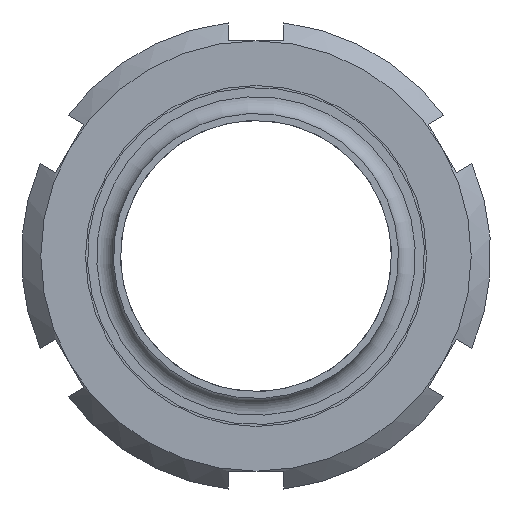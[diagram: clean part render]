
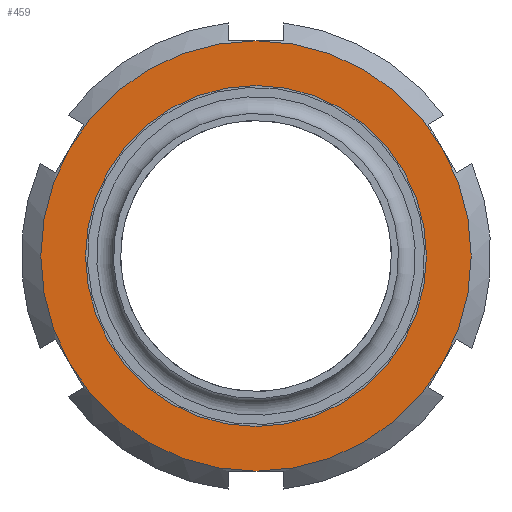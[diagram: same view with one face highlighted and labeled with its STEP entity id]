
A CAD part, front view. The second image highlights one B-rep face of the part: STEP entity #459.
In plain terms, the highlighted planar face has unit normal (0, -1, 0).
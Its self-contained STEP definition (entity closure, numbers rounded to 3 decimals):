
#26 = VERTEX_POINT ( 'NONE', #676 ) ;
#29 = VERTEX_POINT ( 'NONE', #677 ) ;
#39 = VERTEX_POINT ( 'NONE', #687 ) ;
#59 = EDGE_LOOP ( 'NONE', ( #116, #115, #114, #107, #106, #70 ) ) ;
#67 = ORIENTED_EDGE ( 'NONE', *, *, #517, .T. ) ;
#70 = ORIENTED_EDGE ( 'NONE', *, *, #511, .F. ) ;
#106 = ORIENTED_EDGE ( 'NONE', *, *, #497, .F. ) ;
#107 = ORIENTED_EDGE ( 'NONE', *, *, #483, .F. ) ;
#114 = ORIENTED_EDGE ( 'NONE', *, *, #469, .F. ) ;
#115 = ORIENTED_EDGE ( 'NONE', *, *, #972, .F. ) ;
#116 = ORIENTED_EDGE ( 'NONE', *, *, #516, .F. ) ;
#147 = CARTESIAN_POINT ( 'NONE',  ( 0., 0., 0. ) ) ;
#148 = DIRECTION ( 'NONE',  ( 0., 1., 0. ) ) ;
#149 = DIRECTION ( 'NONE',  ( 0., 0., 1. ) ) ;
#201 = CARTESIAN_POINT ( 'NONE',  ( 0., 0., 0. ) ) ;
#202 = DIRECTION ( 'NONE',  ( 0., 1., 0. ) ) ;
#203 = DIRECTION ( 'NONE',  ( 0., 0., 1. ) ) ;
#259 = CARTESIAN_POINT ( 'NONE',  ( 0., 0., 0. ) ) ;
#260 = DIRECTION ( 'NONE',  ( 0., 1., 0. ) ) ;
#261 = DIRECTION ( 'NONE',  ( 0., 0., 1. ) ) ;
#307 = CARTESIAN_POINT ( 'NONE',  ( 0., 0., 0. ) ) ;
#308 = DIRECTION ( 'NONE',  ( 0., 1., 0. ) ) ;
#309 = DIRECTION ( 'NONE',  ( 0., 0., 1. ) ) ;
#318 = CARTESIAN_POINT ( 'NONE',  ( 0., 0., 0. ) ) ;
#319 = DIRECTION ( 'NONE',  ( 0., 1., 0. ) ) ;
#320 = DIRECTION ( 'NONE',  ( 0., 0., 1. ) ) ;
#321 = CARTESIAN_POINT ( 'NONE',  ( 0., 0., 0. ) ) ;
#322 = DIRECTION ( 'NONE',  ( 0., 1., 0. ) ) ;
#323 = DIRECTION ( 'NONE',  ( 0., 0., 1. ) ) ;
#459 = ADVANCED_FACE ( 'NONE', ( #1202, #1207 ), #916, .F. ) ;
#469 = EDGE_CURVE ( 'NONE', #26, #29, #1215, .T. ) ;
#483 = EDGE_CURVE ( 'NONE', #2091, #26, #1225, .T. ) ;
#497 = EDGE_CURVE ( 'NONE', #39, #2091, #1234, .T. ) ;
#511 = EDGE_CURVE ( 'NONE', #2084, #39, #1241, .T. ) ;
#516 = EDGE_CURVE ( 'NONE', #2096, #2084, #1246, .T. ) ;
#517 = EDGE_CURVE ( 'NONE', #1854, #1854, #1245, .T. ) ;
#676 = CARTESIAN_POINT ( 'NONE',  ( 33.342, 0., 19.25 ) ) ;
#677 = CARTESIAN_POINT ( 'NONE',  ( 33.342, 0., -19.25 ) ) ;
#687 = CARTESIAN_POINT ( 'NONE',  ( -33.342, 0., 19.25 ) ) ;
#913 = CARTESIAN_POINT ( 'NONE',  ( 38.5, 0., 0. ) ) ;
#916 = PLANE ( 'NONE',  #1309 ) ;
#918 = DIRECTION ( 'NONE',  ( 0., 1., 0. ) ) ;
#919 = DIRECTION ( 'NONE',  ( 0., 0., 1. ) ) ;
#972 = EDGE_CURVE ( 'NONE', #29, #2096, #1853, .T. ) ;
#1202 = FACE_OUTER_BOUND ( 'NONE', #59, .T. ) ;
#1207 = FACE_BOUND ( 'NONE', #1446, .T. ) ;
#1215 = CIRCLE ( 'NONE', #1307, 38.5 ) ;
#1225 = CIRCLE ( 'NONE', #1317, 38.5 ) ;
#1234 = CIRCLE ( 'NONE', #1321, 38.5 ) ;
#1241 = CIRCLE ( 'NONE', #1325, 38.5 ) ;
#1245 = CIRCLE ( 'NONE', #1329, 30.5 ) ;
#1246 = CIRCLE ( 'NONE', #1328, 38.5 ) ;
#1307 = AXIS2_PLACEMENT_3D ( 'NONE', #147, #148, #149 ) ;
#1309 = AXIS2_PLACEMENT_3D ( 'NONE', #913, #918, #919 ) ;
#1317 = AXIS2_PLACEMENT_3D ( 'NONE', #201, #202, #203 ) ;
#1321 = AXIS2_PLACEMENT_3D ( 'NONE', #259, #260, #261 ) ;
#1325 = AXIS2_PLACEMENT_3D ( 'NONE', #307, #308, #309 ) ;
#1328 = AXIS2_PLACEMENT_3D ( 'NONE', #318, #319, #320 ) ;
#1329 = AXIS2_PLACEMENT_3D ( 'NONE', #321, #322, #323 ) ;
#1361 = AXIS2_PLACEMENT_3D ( 'NONE', #1705, #1706, #1707 ) ;
#1446 = EDGE_LOOP ( 'NONE', ( #67 ) ) ;
#1705 = CARTESIAN_POINT ( 'NONE',  ( 0., 0., 0. ) ) ;
#1706 = DIRECTION ( 'NONE',  ( 0., 1., 0. ) ) ;
#1707 = DIRECTION ( 'NONE',  ( 0., 0., 1. ) ) ;
#1732 = CARTESIAN_POINT ( 'NONE',  ( 0., 0., -38.5 ) ) ;
#1740 = CARTESIAN_POINT ( 'NONE',  ( -33.342, 0., -19.25 ) ) ;
#1752 = CARTESIAN_POINT ( 'NONE',  ( 0., 0., 38.5 ) ) ;
#1762 = CARTESIAN_POINT ( 'NONE',  ( 0., 0., 30.5 ) ) ;
#1853 = CIRCLE ( 'NONE', #1361, 38.5 ) ;
#1854 = VERTEX_POINT ( 'NONE', #1762 ) ;
#2084 = VERTEX_POINT ( 'NONE', #1740 ) ;
#2091 = VERTEX_POINT ( 'NONE', #1752 ) ;
#2096 = VERTEX_POINT ( 'NONE', #1732 ) ;
